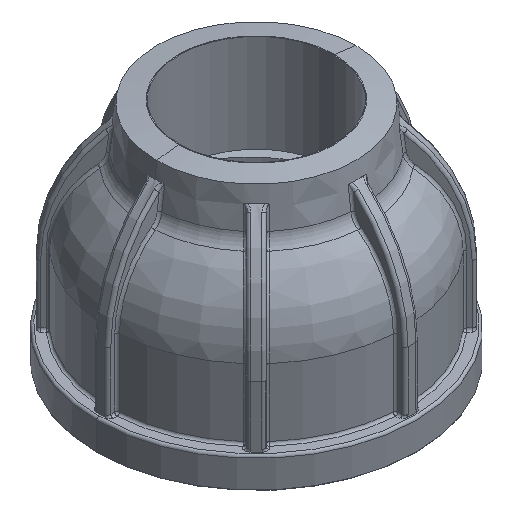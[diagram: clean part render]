
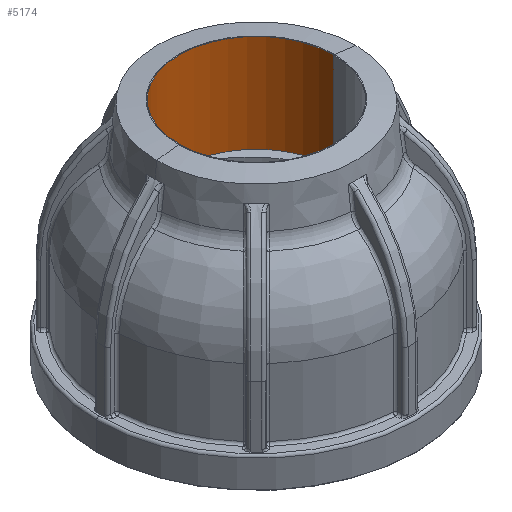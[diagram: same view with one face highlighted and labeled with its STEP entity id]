
A CAD part, isometric view. The second image highlights one B-rep face of the part: STEP entity #5174.
In plain terms, the highlighted cylindrical face has radius 12.65 mm (diameter 25.3 mm), a partial arc.
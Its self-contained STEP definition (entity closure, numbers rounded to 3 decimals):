
#1685 = CARTESIAN_POINT ( 'NONE',  ( 12.65, 0., -16. ) ) ;
#1844 = CARTESIAN_POINT ( 'NONE',  ( -12.65, 0., 0. ) ) ;
#3351 = CIRCLE ( 'NONE', #21531, 12.65 ) ;
#3427 = CIRCLE ( 'NONE', #21532, 12.65 ) ;
#3610 = LINE ( 'NONE', #18766, #3621 ) ;
#3621 = VECTOR ( 'NONE', #18768, 1000. ) ;
#3625 = LINE ( 'NONE', #18762, #3632 ) ;
#3632 = VECTOR ( 'NONE', #18769, 1000. ) ;
#5174 = ADVANCED_FACE ( 'NONE', ( #16033 ), #16036, .F. ) ;
#9519 = EDGE_CURVE ( 'NONE', #19561, #24634, #3351, .T. ) ;
#9520 = EDGE_CURVE ( 'NONE', #20242, #13751, #3427, .T. ) ;
#10782 = CARTESIAN_POINT ( 'NONE',  ( 0., 0., 0. ) ) ;
#10783 = DIRECTION ( 'NONE',  ( 0., 0., 1. ) ) ;
#10784 = DIRECTION ( 'NONE',  ( 1., 0., 0. ) ) ;
#10785 = CARTESIAN_POINT ( 'NONE',  ( 0., 0., -16. ) ) ;
#10786 = DIRECTION ( 'NONE',  ( 0., 0., 1. ) ) ;
#10787 = DIRECTION ( 'NONE',  ( 1., 0., 0. ) ) ;
#11452 = CARTESIAN_POINT ( 'NONE',  ( -12.65, 0., -16. ) ) ;
#12958 = AXIS2_PLACEMENT_3D ( 'NONE', #13135, #13140, #13141 ) ;
#13135 = CARTESIAN_POINT ( 'NONE',  ( 0., 0., 0. ) ) ;
#13140 = DIRECTION ( 'NONE',  ( 0., 0., 1. ) ) ;
#13141 = DIRECTION ( 'NONE',  ( 1., 0., 0. ) ) ;
#13751 = VERTEX_POINT ( 'NONE', #11452 ) ;
#15566 = EDGE_LOOP ( 'NONE', ( #20819, #20821, #20715, #20736 ) ) ;
#16033 = FACE_OUTER_BOUND ( 'NONE', #15566, .T. ) ;
#16036 = CYLINDRICAL_SURFACE ( 'NONE', #12958, 12.65 ) ;
#17445 = EDGE_CURVE ( 'NONE', #13751, #24634, #3610, .T. ) ;
#17447 = EDGE_CURVE ( 'NONE', #20242, #19561, #3625, .T. ) ;
#18762 = CARTESIAN_POINT ( 'NONE',  ( 12.65, 0., 0. ) ) ;
#18766 = CARTESIAN_POINT ( 'NONE',  ( -12.65, 0., 0. ) ) ;
#18768 = DIRECTION ( 'NONE',  ( 0., 0., 1. ) ) ;
#18769 = DIRECTION ( 'NONE',  ( 0., 0., 1. ) ) ;
#19090 = CARTESIAN_POINT ( 'NONE',  ( 12.65, 0., 0. ) ) ;
#19561 = VERTEX_POINT ( 'NONE', #19090 ) ;
#20242 = VERTEX_POINT ( 'NONE', #1685 ) ;
#20715 = ORIENTED_EDGE ( 'NONE', *, *, #17447, .T. ) ;
#20736 = ORIENTED_EDGE ( 'NONE', *, *, #9519, .T. ) ;
#20819 = ORIENTED_EDGE ( 'NONE', *, *, #17445, .F. ) ;
#20821 = ORIENTED_EDGE ( 'NONE', *, *, #9520, .F. ) ;
#21531 = AXIS2_PLACEMENT_3D ( 'NONE', #10782, #10783, #10784 ) ;
#21532 = AXIS2_PLACEMENT_3D ( 'NONE', #10785, #10786, #10787 ) ;
#24634 = VERTEX_POINT ( 'NONE', #1844 ) ;
